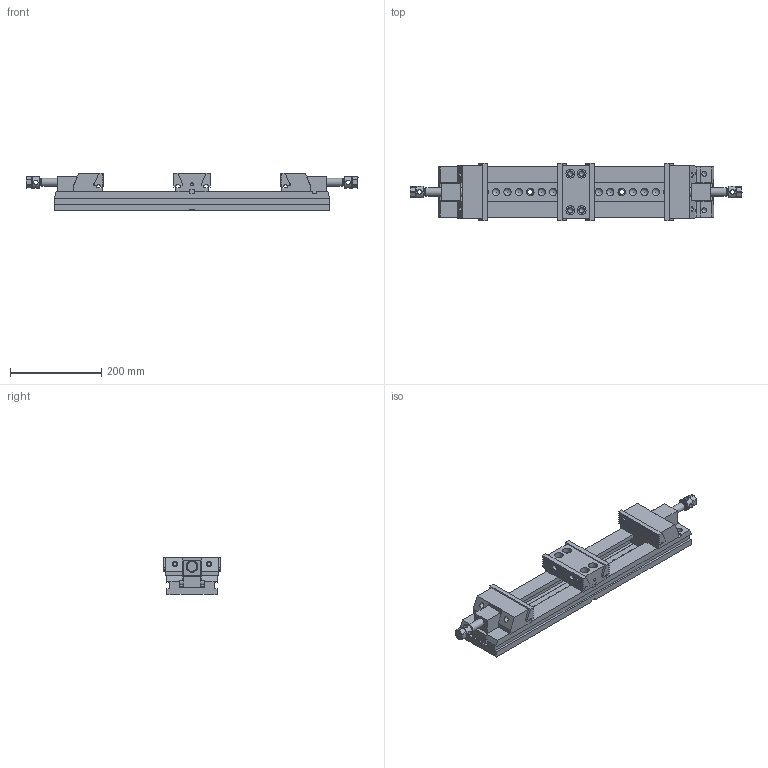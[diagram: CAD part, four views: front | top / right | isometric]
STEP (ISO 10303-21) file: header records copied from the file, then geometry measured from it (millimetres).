
FILE_DESCRIPTION(/* description */ (''),/* implementation_level */ '2;1');
FILE_NAME(/* name */ 'DD_125_600_Mordaza_Doble.stp',/* time_stamp */ '2013-07-17T12:35:22+02:00',/* author */ (''),/* organization */ (''),/* preprocessor_version */ 'ST-DEVELOPER v11',/* originating_system */ 'SIEMENS PLM Software NX 7.5',/* authorisation */ '');
FILE_SCHEMA (('AUTOMOTIVE_DESIGN { 1 0 10303 214 1 1 1 1 }'));
Length unit declared in the file: millimetre
Products named in the file (1): DD_125_600_Mordaza_Doble
Bounding box: 727.21 x 125 x 83 mm (x, y, z)
Volume: 2988322.1 mm3; surface area: 517723.2 mm2
Topology: 19 solids, 19 shells, 774 faces, 2131 edges, 1412 vertices
Faces by surface type: plane 489, cylinder 198, cone 46, sphere 25, torus 14, bspline 2
Full cylindrical faces by diameter (mm): 4.25 x2, 4.351 x2, 5.188 x6, 6.5 x4, 6.75 x2, 6.985 x8, 7 x4, 7.5 x8, 8 x4, 8.2 x4, 8.782 x4, 10 x8, 10.5 x2, 10.579 x8, 11 x9, 11.5 x4, 12 x4, 12.5 x4, 14 x4, 14.5 x2, 15 x2, 16 x5, 16.188 x2, 17 x4, 17.732 x2, 18 x2, 19 x4, 26 x2
Entity records: 28884 total; most frequent: CARTESIAN_POINT 4777, DIRECTION 3848, ORIENTED_EDGE 3570, EDGE_CURVE 1785, AXIS2_PLACEMENT_3D 1372, VERTEX_POINT 1283, LINE 1104, VECTOR 1104
